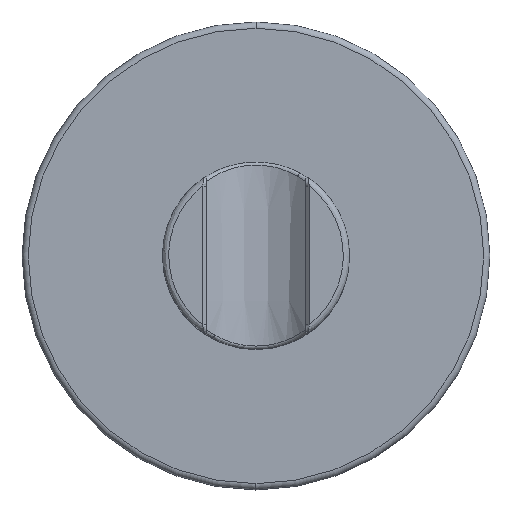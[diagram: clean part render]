
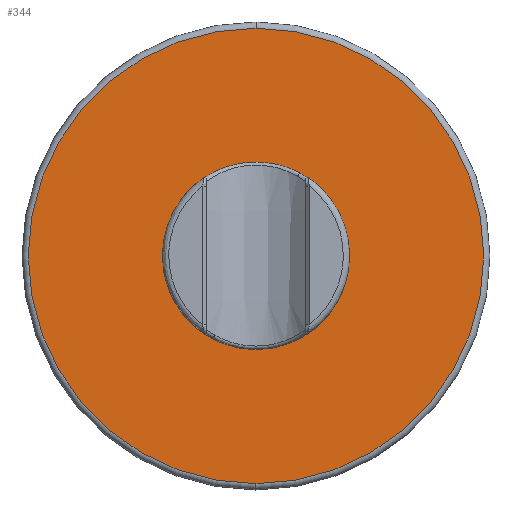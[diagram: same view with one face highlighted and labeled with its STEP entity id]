
A CAD part, top view. The second image highlights one B-rep face of the part: STEP entity #344.
In plain terms, the highlighted planar face has unit normal (0, 0, 1).
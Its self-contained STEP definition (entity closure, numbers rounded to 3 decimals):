
#30 = EDGE_LOOP ( 'NONE', ( #849, #1639 ) ) ;
#36 = CARTESIAN_POINT ( 'NONE',  ( 0., 0., 11.6 ) ) ;
#39 = ORIENTED_EDGE ( 'NONE', *, *, #2386, .F. ) ;
#181 = CARTESIAN_POINT ( 'NONE',  ( 0., 0., 11.6 ) ) ;
#273 = EDGE_CURVE ( 'NONE', #1604, #1202, #572, .T. ) ;
#276 = ORIENTED_EDGE ( 'NONE', *, *, #2768, .F. ) ;
#344 = ADVANCED_FACE ( 'NONE', ( #1179, #2231 ), #2099, .T. ) ;
#428 = CARTESIAN_POINT ( 'NONE',  ( 0., 15., 11.6 ) ) ;
#452 = DIRECTION ( 'NONE',  ( 0., 1., 0. ) ) ;
#572 = CIRCLE ( 'NONE', #1045, 36.5 ) ;
#593 = DIRECTION ( 'NONE',  ( 0., 1., 0. ) ) ;
#654 = DIRECTION ( 'NONE',  ( 0., 0., 1. ) ) ;
#682 = CARTESIAN_POINT ( 'NONE',  ( 0., -36.5, 11.6 ) ) ;
#717 = AXIS2_PLACEMENT_3D ( 'NONE', #2384, #1608, #452 ) ;
#827 = EDGE_LOOP ( 'NONE', ( #276, #39 ) ) ;
#849 = ORIENTED_EDGE ( 'NONE', *, *, #1235, .T. ) ;
#1045 = AXIS2_PLACEMENT_3D ( 'NONE', #181, #654, #593 ) ;
#1179 = FACE_BOUND ( 'NONE', #827, .T. ) ;
#1202 = VERTEX_POINT ( 'NONE', #1242 ) ;
#1235 = EDGE_CURVE ( 'NONE', #1202, #1604, #2416, .T. ) ;
#1242 = CARTESIAN_POINT ( 'NONE',  ( 0., 36.5, 11.6 ) ) ;
#1259 = AXIS2_PLACEMENT_3D ( 'NONE', #2625, #1770, #1455 ) ;
#1455 = DIRECTION ( 'NONE',  ( 0., 1., 0. ) ) ;
#1604 = VERTEX_POINT ( 'NONE', #682 ) ;
#1608 = DIRECTION ( 'NONE',  ( 0., 0., 1. ) ) ;
#1639 = ORIENTED_EDGE ( 'NONE', *, *, #273, .T. ) ;
#1658 = VERTEX_POINT ( 'NONE', #1923 ) ;
#1770 = DIRECTION ( 'NONE',  ( 0., 0., 1. ) ) ;
#1807 = AXIS2_PLACEMENT_3D ( 'NONE', #36, #2771, #2358 ) ;
#1923 = CARTESIAN_POINT ( 'NONE',  ( 0., -15., 11.6 ) ) ;
#2099 = PLANE ( 'NONE',  #717 ) ;
#2106 = CIRCLE ( 'NONE', #1807, 15. ) ;
#2149 = CIRCLE ( 'NONE', #2756, 15. ) ;
#2231 = FACE_OUTER_BOUND ( 'NONE', #30, .T. ) ;
#2358 = DIRECTION ( 'NONE',  ( 0., -1., 0. ) ) ;
#2384 = CARTESIAN_POINT ( 'NONE',  ( 0., 0., 11.6 ) ) ;
#2386 = EDGE_CURVE ( 'NONE', #1658, #2445, #2106, .T. ) ;
#2416 = CIRCLE ( 'NONE', #1259, 36.5 ) ;
#2445 = VERTEX_POINT ( 'NONE', #428 ) ;
#2625 = CARTESIAN_POINT ( 'NONE',  ( 0., 0., 11.6 ) ) ;
#2639 = CARTESIAN_POINT ( 'NONE',  ( 0., 0., 11.6 ) ) ;
#2640 = DIRECTION ( 'NONE',  ( 0., 0., 1. ) ) ;
#2643 = DIRECTION ( 'NONE',  ( 0., -1., 0. ) ) ;
#2756 = AXIS2_PLACEMENT_3D ( 'NONE', #2639, #2640, #2643 ) ;
#2768 = EDGE_CURVE ( 'NONE', #2445, #1658, #2149, .T. ) ;
#2771 = DIRECTION ( 'NONE',  ( 0., 0., 1. ) ) ;
